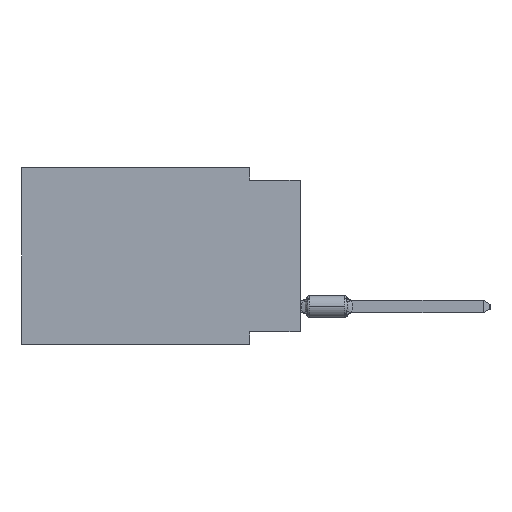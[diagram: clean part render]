
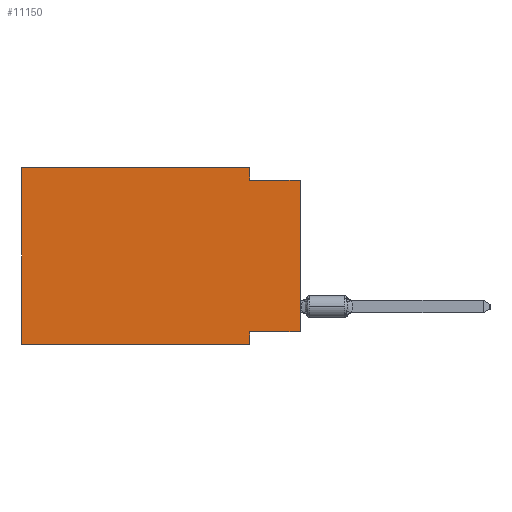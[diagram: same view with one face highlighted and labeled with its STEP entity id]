
A CAD part, left-side view. The second image highlights one B-rep face of the part: STEP entity #11150.
In plain terms, the highlighted planar face has unit normal (-1, 0, 0).
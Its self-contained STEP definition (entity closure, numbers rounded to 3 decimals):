
#124 = FACE_OUTER_BOUND ( 'NONE', #26001, .T. ) ;
#2837 = CARTESIAN_POINT ( 'NONE',  ( 0., 13.97, 0. ) ) ;
#2847 = ORIENTED_EDGE ( 'NONE', *, *, #19978, .F. ) ;
#3615 = VECTOR ( 'NONE', #22583, 1000. ) ;
#3899 = CARTESIAN_POINT ( 'NONE',  ( 0., 0., -0.635 ) ) ;
#4757 = DIRECTION ( 'NONE',  ( 0., 0., -1. ) ) ;
#5177 = CARTESIAN_POINT ( 'NONE',  ( 0., 2.54, -8.89 ) ) ;
#6292 = CARTESIAN_POINT ( 'NONE',  ( 0., 13.97, -8.89 ) ) ;
#7872 = ORIENTED_EDGE ( 'NONE', *, *, #17059, .F. ) ;
#7919 = ORIENTED_EDGE ( 'NONE', *, *, #36726, .T. ) ;
#8270 = EDGE_CURVE ( 'NONE', #28882, #38766, #36102, .T. ) ;
#8612 = LINE ( 'NONE', #18830, #38808 ) ;
#8793 = VERTEX_POINT ( 'NONE', #3899 ) ;
#9776 = CARTESIAN_POINT ( 'NONE',  ( 0., 2.54, -0.635 ) ) ;
#9903 = CARTESIAN_POINT ( 'NONE',  ( 0., 0., -8.255 ) ) ;
#9921 = DIRECTION ( 'NONE',  ( 0., -1., 0. ) ) ;
#10360 = LINE ( 'NONE', #36324, #39130 ) ;
#10530 = ORIENTED_EDGE ( 'NONE', *, *, #17880, .F. ) ;
#11150 = ADVANCED_FACE ( 'NONE', ( #124 ), #13076, .F. ) ;
#11386 = VERTEX_POINT ( 'NONE', #5177 ) ;
#11649 = VERTEX_POINT ( 'NONE', #11902 ) ;
#11817 = CARTESIAN_POINT ( 'NONE',  ( 0., 13.97, -8.89 ) ) ;
#11902 = CARTESIAN_POINT ( 'NONE',  ( 0., 2.54, 0. ) ) ;
#13076 = PLANE ( 'NONE',  #34260 ) ;
#13698 = DIRECTION ( 'NONE',  ( 0., 0., -1. ) ) ;
#15729 = VECTOR ( 'NONE', #38576, 1000. ) ;
#16514 = ORIENTED_EDGE ( 'NONE', *, *, #37558, .T. ) ;
#16696 = CARTESIAN_POINT ( 'NONE',  ( 0., 2.54, -8.255 ) ) ;
#16925 = CARTESIAN_POINT ( 'NONE',  ( 0., 13.97, 0. ) ) ;
#17059 = EDGE_CURVE ( 'NONE', #38766, #11386, #40098, .T. ) ;
#17548 = LINE ( 'NONE', #2837, #3615 ) ;
#17880 = EDGE_CURVE ( 'NONE', #11649, #24042, #8612, .T. ) ;
#18569 = LINE ( 'NONE', #32336, #28543 ) ;
#18830 = CARTESIAN_POINT ( 'NONE',  ( 0., 2.54, 0. ) ) ;
#19978 = EDGE_CURVE ( 'NONE', #24042, #8793, #10360, .T. ) ;
#20507 = CARTESIAN_POINT ( 'NONE',  ( 0., 2.54, -8.89 ) ) ;
#22583 = DIRECTION ( 'NONE',  ( 0., -1., 0. ) ) ;
#24042 = VERTEX_POINT ( 'NONE', #9776 ) ;
#24492 = VECTOR ( 'NONE', #4757, 1000. ) ;
#24794 = DIRECTION ( 'NONE',  ( 0., -1., 0. ) ) ;
#25833 = VERTEX_POINT ( 'NONE', #6292 ) ;
#26001 = EDGE_LOOP ( 'NONE', ( #7919, #2847, #10530, #40394, #26483, #16514, #7872, #33315 ) ) ;
#26058 = CARTESIAN_POINT ( 'NONE',  ( 0., 13.97, 0. ) ) ;
#26483 = ORIENTED_EDGE ( 'NONE', *, *, #38149, .F. ) ;
#27254 = CARTESIAN_POINT ( 'NONE',  ( 0., 0., -8.255 ) ) ;
#28197 = LINE ( 'NONE', #11817, #41523 ) ;
#28543 = VECTOR ( 'NONE', #31126, 1000. ) ;
#28882 = VERTEX_POINT ( 'NONE', #27254 ) ;
#29881 = DIRECTION ( 'NONE',  ( 1., 0., 0. ) ) ;
#31126 = DIRECTION ( 'NONE',  ( 0., 0., 1. ) ) ;
#31414 = DIRECTION ( 'NONE',  ( 0., 0., -1. ) ) ;
#32336 = CARTESIAN_POINT ( 'NONE',  ( 0., 0., 0. ) ) ;
#32387 = CARTESIAN_POINT ( 'NONE',  ( 0., 13.97, 0. ) ) ;
#33315 = ORIENTED_EDGE ( 'NONE', *, *, #8270, .F. ) ;
#34260 = AXIS2_PLACEMENT_3D ( 'NONE', #26058, #29881, #13698 ) ;
#36042 = VERTEX_POINT ( 'NONE', #16925 ) ;
#36102 = LINE ( 'NONE', #9903, #37862 ) ;
#36324 = CARTESIAN_POINT ( 'NONE',  ( 0., 0., -0.635 ) ) ;
#36726 = EDGE_CURVE ( 'NONE', #28882, #8793, #18569, .T. ) ;
#37558 = EDGE_CURVE ( 'NONE', #25833, #11386, #28197, .T. ) ;
#37862 = VECTOR ( 'NONE', #39279, 1000. ) ;
#38149 = EDGE_CURVE ( 'NONE', #25833, #36042, #39400, .T. ) ;
#38576 = DIRECTION ( 'NONE',  ( 0., 0., 1. ) ) ;
#38766 = VERTEX_POINT ( 'NONE', #16696 ) ;
#38808 = VECTOR ( 'NONE', #31414, 1000. ) ;
#39130 = VECTOR ( 'NONE', #9921, 1000. ) ;
#39279 = DIRECTION ( 'NONE',  ( 0., 1., 0. ) ) ;
#39400 = LINE ( 'NONE', #32387, #15729 ) ;
#40098 = LINE ( 'NONE', #20507, #24492 ) ;
#40394 = ORIENTED_EDGE ( 'NONE', *, *, #41329, .F. ) ;
#41329 = EDGE_CURVE ( 'NONE', #36042, #11649, #17548, .T. ) ;
#41523 = VECTOR ( 'NONE', #24794, 1000. ) ;
